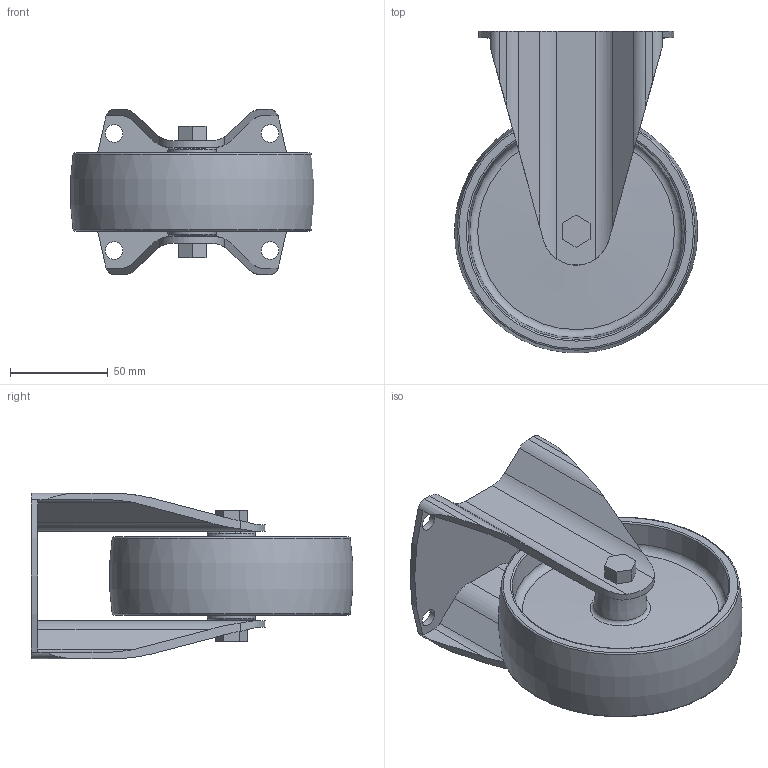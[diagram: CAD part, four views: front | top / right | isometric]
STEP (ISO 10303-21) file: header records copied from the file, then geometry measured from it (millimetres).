
FILE_DESCRIPTION(/* description */ ('STEP AP203'),/* implementation_level */ '2;1');
FILE_NAME(/* name */ 'K1771.1254010',/* time_stamp */ '2025-06-24T16:18:36+02:00',/* author */ ('License CC BY-ND 4.0'),/* organization */ ('CADENAS'),/* preprocessor_version */ 'ST-DEVELOPER v19.3',/* originating_system */ 'PARTsolutions',/* authorisation */ ' ');
FILE_SCHEMA (('CONFIG_CONTROL_DESIGN'));
Length unit declared in the file: millimetre
Products named in the file (1): K1771.1254010
Bounding box: 124.55 x 164.8 x 85 mm (x, y, z)
Volume: 288575.4 mm3; surface area: 96274.2 mm2
Topology: 1 solids, 1 shells, 93 faces, 244 edges, 159 vertices
Faces by surface type: plane 44, cylinder 30, torus 11, cone 8
Full cylindrical faces by diameter (mm): 9 x4, 15 x2
Entity records: 2784 total; most frequent: CARTESIAN_POINT 506, DIRECTION 480, ORIENTED_EDGE 428, EDGE_CURVE 214, AXIS2_PLACEMENT_3D 180, VERTEX_POINT 154, EDGE_LOOP 134, FACE_BOUND 134
